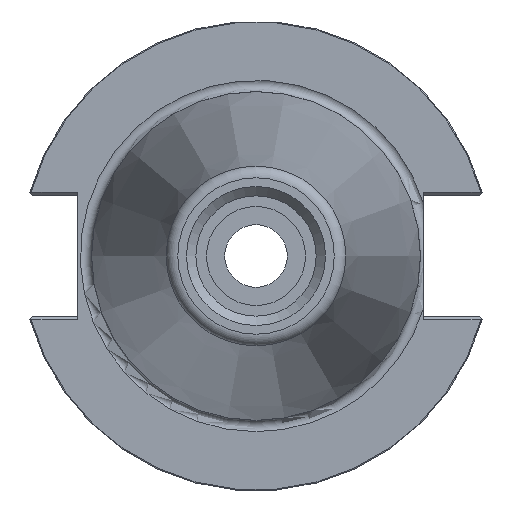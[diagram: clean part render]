
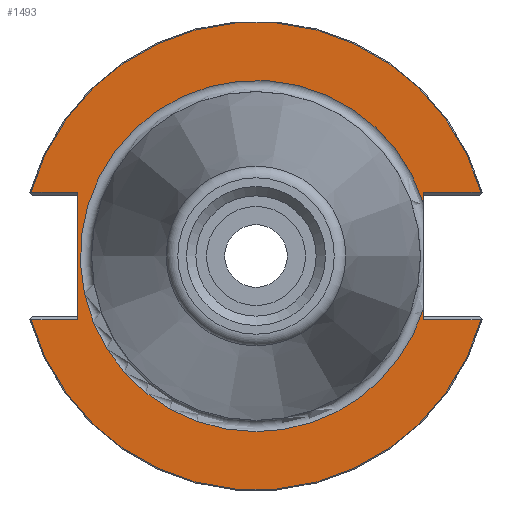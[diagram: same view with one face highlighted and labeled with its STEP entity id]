
A CAD part, left-side view. The second image highlights one B-rep face of the part: STEP entity #1493.
In plain terms, the highlighted planar face has unit normal (-1, 0, 0).
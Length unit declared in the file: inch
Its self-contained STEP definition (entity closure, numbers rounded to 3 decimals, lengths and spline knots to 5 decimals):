
#121=PLANE('',#1619);
#178=FACE_OUTER_BOUND('',#265,.T.);
#265=EDGE_LOOP('',(#1059,#1060,#1061,#1062,#1063,#1064,#1065,#1066,#1067,
#1068,#1069));
#357=LINE('',#2176,#472);
#358=LINE('',#2198,#473);
#365=LINE('',#2250,#480);
#367=LINE('',#2254,#482);
#368=LINE('',#2256,#483);
#369=LINE('',#2258,#484);
#370=LINE('',#2261,#485);
#472=VECTOR('',#1797,0.0526);
#473=VECTOR('',#1798,0.0526);
#480=VECTOR('',#1817,0.30821);
#482=VECTOR('',#1821,0.24821);
#483=VECTOR('',#1822,0.67625);
#484=VECTOR('',#1823,0.24821);
#485=VECTOR('',#1826,0.30821);
#577=CIRCLE('',#1614,1.245);
#579=CIRCLE('',#1620,1.245);
#580=CIRCLE('',#1621,0.93468);
#581=CIRCLE('',#1622,0.93468);
#639=VERTEX_POINT('',#2173);
#640=VERTEX_POINT('',#2175);
#641=VERTEX_POINT('',#2177);
#642=VERTEX_POINT('',#2197);
#646=VERTEX_POINT('',#2206);
#647=VERTEX_POINT('',#2215);
#654=VERTEX_POINT('',#2253);
#655=VERTEX_POINT('',#2255);
#656=VERTEX_POINT('',#2257);
#657=VERTEX_POINT('',#2259);
#658=VERTEX_POINT('',#2262);
#791=EDGE_CURVE('',#640,#639,#357,.T.);
#793=EDGE_CURVE('',#642,#641,#358,.T.);
#798=EDGE_CURVE('',#646,#647,#577,.T.);
#807=EDGE_CURVE('',#639,#647,#365,.T.);
#809=EDGE_CURVE('',#654,#646,#367,.T.);
#810=EDGE_CURVE('',#655,#654,#368,.T.);
#811=EDGE_CURVE('',#656,#655,#369,.T.);
#812=EDGE_CURVE('',#657,#656,#579,.T.);
#813=EDGE_CURVE('',#657,#642,#370,.T.);
#814=EDGE_CURVE('',#641,#658,#580,.T.);
#815=EDGE_CURVE('',#658,#640,#581,.T.);
#1059=ORIENTED_EDGE('',*,*,#798,.F.);
#1060=ORIENTED_EDGE('',*,*,#809,.F.);
#1061=ORIENTED_EDGE('',*,*,#810,.F.);
#1062=ORIENTED_EDGE('',*,*,#811,.F.);
#1063=ORIENTED_EDGE('',*,*,#812,.F.);
#1064=ORIENTED_EDGE('',*,*,#813,.T.);
#1065=ORIENTED_EDGE('',*,*,#793,.T.);
#1066=ORIENTED_EDGE('',*,*,#814,.T.);
#1067=ORIENTED_EDGE('',*,*,#815,.T.);
#1068=ORIENTED_EDGE('',*,*,#791,.T.);
#1069=ORIENTED_EDGE('',*,*,#807,.T.);
#1493=ADVANCED_FACE('',(#178),#121,.T.);
#1614=AXIS2_PLACEMENT_3D('',#2216,#1804,#1805);
#1619=AXIS2_PLACEMENT_3D('',#2252,#1819,#1820);
#1620=AXIS2_PLACEMENT_3D('',#2260,#1824,#1825);
#1621=AXIS2_PLACEMENT_3D('',#2263,#1827,#1828);
#1622=AXIS2_PLACEMENT_3D('',#2264,#1829,#1830);
#1797=DIRECTION('',(0.,0.,1.));
#1798=DIRECTION('',(0.,0.,1.));
#1804=DIRECTION('center_axis',(1.,0.,0.));
#1805=DIRECTION('ref_axis',(0.,0.,
1.));
#1817=DIRECTION('',(0.,-1.,0.));
#1819=DIRECTION('center_axis',(-1.,0.,0.));
#1820=DIRECTION('ref_axis',(0.,0.,1.));
#1821=DIRECTION('',(0.,1.,0.));
#1822=DIRECTION('',(0.,0.,1.));
#1823=DIRECTION('',(0.,-1.,0.));
#1824=DIRECTION('center_axis',(1.,0.,0.));
#1825=DIRECTION('ref_axis',(0.,0.,
-1.));
#1826=DIRECTION('',(0.,1.,0.));
#1827=DIRECTION('center_axis',(1.,0.,0.));
#1828=DIRECTION('ref_axis',(0.,0.,1.));
#1829=DIRECTION('center_axis',(1.,0.,0.));
#1830=DIRECTION('ref_axis',(0.,0.,1.));
#2173=CARTESIAN_POINT('',(-1.17746,-0.89001,0.33812));
#2175=CARTESIAN_POINT('',(-1.17746,-0.89001,0.28553));
#2176=CARTESIAN_POINT('',(-1.17746,-0.89001,0.));
#2177=CARTESIAN_POINT('',(-1.17746,-0.89001,-0.28553));
#2197=CARTESIAN_POINT('',(-1.17746,-0.89001,-0.33813));
#2198=CARTESIAN_POINT('',(-1.17746,-0.89001,0.));
#2206=CARTESIAN_POINT('',(-1.17746,1.19819,0.33812));
#2215=CARTESIAN_POINT('',(-1.17746,-1.19822,0.33812));
#2216=CARTESIAN_POINT('Origin',(-1.17746,-0.00001,
0.));
#2250=CARTESIAN_POINT('',(-1.17746,-0.90251,0.33812));
#2252=CARTESIAN_POINT('Origin',(-1.17746,-0.87501,0.));
#2253=CARTESIAN_POINT('',(-1.17746,0.94999,0.33812));
#2254=CARTESIAN_POINT('',(-1.17746,0.02749,0.33812));
#2255=CARTESIAN_POINT('',(-1.17746,0.94999,-0.33813));
#2256=CARTESIAN_POINT('',(-1.17746,0.94999,-0.33813));
#2257=CARTESIAN_POINT('',(-1.17746,1.19819,-0.33813));
#2258=CARTESIAN_POINT('',(-1.17746,0.27749,-0.33813));
#2259=CARTESIAN_POINT('',(-1.17746,-1.19822,-0.33813));
#2260=CARTESIAN_POINT('Origin',(-1.17746,-0.00001,
0.));
#2261=CARTESIAN_POINT('',(-1.17746,-0.90251,-0.33813));
#2262=CARTESIAN_POINT('',(-1.17746,-0.00001,-0.93468));
#2263=CARTESIAN_POINT('Origin',(-1.17746,-0.00001,
0.));
#2264=CARTESIAN_POINT('Origin',(-1.17746,-0.00001,
0.));
